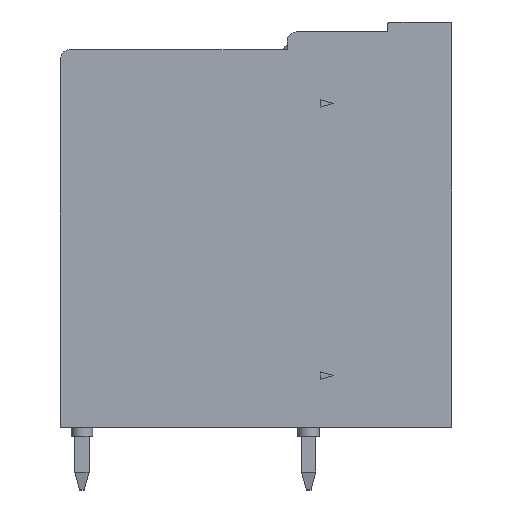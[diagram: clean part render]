
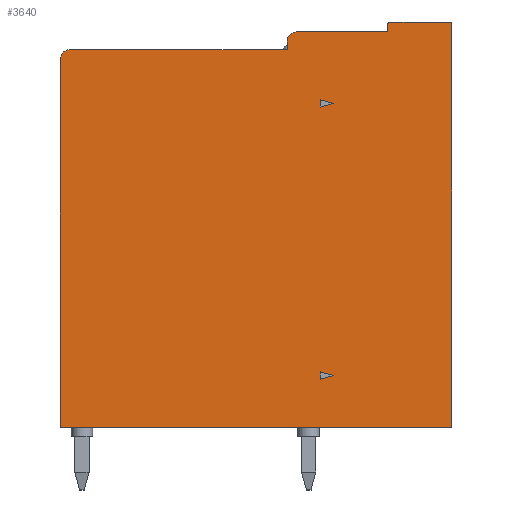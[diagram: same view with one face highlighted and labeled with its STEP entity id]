
A CAD part, top view. The second image highlights one B-rep face of the part: STEP entity #3640.
In plain terms, the highlighted planar face has unit normal (0, 0, 1).
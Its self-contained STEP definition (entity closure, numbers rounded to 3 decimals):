
#2050=CARTESIAN_POINT('',(12.7,0.,2.6));
#2060=DIRECTION('',(0.,0.,1.));
#2070=DIRECTION('',(1.,0.,0.));
#2080=AXIS2_PLACEMENT_3D('',#2050,#2060,#2070);
#2090=PLANE('',#2080);
#2100=CARTESIAN_POINT('',(-15.057,0.,2.6));
#2110=DIRECTION('',(0.,1.,0.));
#2120=VECTOR('',#2110,1.);
#2130=LINE('',#2100,#2120);
#2140=CARTESIAN_POINT('',(-15.057,73.345,2.6));
#2150=VERTEX_POINT('',#2140);
#2160=CARTESIAN_POINT('',(-15.057,73.705,2.6));
#2170=VERTEX_POINT('',#2160);
#2180=EDGE_CURVE('',#2150,#2170,#2130,.T.);
#2190=ORIENTED_EDGE('',*,*,#2180,.F.);
#2200=CARTESIAN_POINT('',(-14.857,73.705,2.6));
#2210=DIRECTION('',(0.,0.,1.));
#2220=DIRECTION('',(1.,0.,0.));
#2230=AXIS2_PLACEMENT_3D('',#2200,#2210,#2220);
#2240=CIRCLE('',#2230,0.2);
#2250=CARTESIAN_POINT('',(-14.857,73.905,2.6));
#2260=VERTEX_POINT('',#2250);
#2270=EDGE_CURVE('',#2260,#2170,#2240,.T.);
#2280=ORIENTED_EDGE('',*,*,#2270,.T.);
#2290=CARTESIAN_POINT('',(0.,73.905,2.6));
#2300=DIRECTION('',(1.,0.,0.));
#2310=VECTOR('',#2300,1.);
#2320=LINE('',#2290,#2310);
#2330=CARTESIAN_POINT('',(-11.557,73.905,2.6));
#2340=VERTEX_POINT('',#2330);
#2350=EDGE_CURVE('',#2260,#2340,#2320,.T.);
#2360=ORIENTED_EDGE('',*,*,#2350,.F.);
#2370=CARTESIAN_POINT('',(-11.557,73.805,2.6));
#2380=DIRECTION('',(0.,0.,1.));
#2390=DIRECTION('',(1.,0.,0.));
#2400=AXIS2_PLACEMENT_3D('',#2370,#2380,#2390);
#2410=CIRCLE('',#2400,0.1);
#2420=CARTESIAN_POINT('',(-11.457,73.805,2.6));
#2430=VERTEX_POINT('',#2420);
#2440=EDGE_CURVE('',#2430,#2340,#2410,.T.);
#2450=ORIENTED_EDGE('',*,*,#2440,.T.);
#2460=CARTESIAN_POINT('',(-11.457,0.,2.6));
#2470=DIRECTION('',(0.,-1.,0.));
#2480=VECTOR('',#2470,1.);
#2490=LINE('',#2460,#2480);
#2500=CARTESIAN_POINT('',(-11.457,51.205,2.6));
#2510=VERTEX_POINT('',#2500);
#2520=EDGE_CURVE('',#2430,#2510,#2490,.T.);
#2530=ORIENTED_EDGE('',*,*,#2520,.F.);
#2540=CARTESIAN_POINT('',(0.,51.205,2.6));
#2550=DIRECTION('',(-1.,0.,0.));
#2560=VECTOR('',#2550,1.);
#2570=LINE('',#2540,#2560);
#2580=CARTESIAN_POINT('',(-33.357,51.205,2.6));
#2590=VERTEX_POINT('',#2580);
#2600=EDGE_CURVE('',#2510,#2590,#2570,.T.);
#2610=ORIENTED_EDGE('',*,*,#2600,.F.);
#2620=CARTESIAN_POINT('',(-33.357,0.,2.6));
#2630=DIRECTION('',(0.,1.,0.));
#2640=VECTOR('',#2630,1.);
#2650=LINE('',#2620,#2640);
#2660=CARTESIAN_POINT('',(-33.357,71.845,2.6));
#2670=VERTEX_POINT('',#2660);
#2680=EDGE_CURVE('',#2590,#2670,#2650,.T.);
#2690=ORIENTED_EDGE('',*,*,#2680,.F.);
#2700=CARTESIAN_POINT('',(-32.857,71.845,2.6));
#2710=DIRECTION('',(0.,0.,1.));
#2720=DIRECTION('',(1.,0.,0.));
#2730=AXIS2_PLACEMENT_3D('',#2700,#2710,#2720);
#2740=CIRCLE('',#2730,0.5);
#2750=CARTESIAN_POINT('',(-32.857,72.345,2.6));
#2760=VERTEX_POINT('',#2750);
#2770=EDGE_CURVE('',#2760,#2670,#2740,.T.);
#2780=ORIENTED_EDGE('',*,*,#2770,.T.);
#2790=CARTESIAN_POINT('',(0.,72.345,2.6));
#2800=DIRECTION('',(1.,0.,0.));
#2810=VECTOR('',#2800,1.);
#2820=LINE('',#2790,#2810);
#2830=CARTESIAN_POINT('',(-20.657,72.345,2.6));
#2840=VERTEX_POINT('',#2830);
#2850=EDGE_CURVE('',#2760,#2840,#2820,.T.);
#2860=ORIENTED_EDGE('',*,*,#2850,.F.);
#2870=CARTESIAN_POINT('',(-20.657,0.,2.6));
#2880=DIRECTION('',(0.,1.,0.));
#2890=VECTOR('',#2880,1.);
#2900=LINE('',#2870,#2890);
#2910=CARTESIAN_POINT('',(-20.657,72.845,2.6));
#2920=VERTEX_POINT('',#2910);
#2930=EDGE_CURVE('',#2840,#2920,#2900,.T.);
#2940=ORIENTED_EDGE('',*,*,#2930,.F.);
#2950=CARTESIAN_POINT('',(-20.157,72.845,2.6));
#2960=DIRECTION('',(0.,0.,-1.));
#2970=DIRECTION('',(-1.,0.,0.));
#2980=AXIS2_PLACEMENT_3D('',#2950,#2960,#2970);
#2990=CIRCLE('',#2980,0.5);
#3000=CARTESIAN_POINT('',(-20.157,73.345,2.6));
#3010=VERTEX_POINT('',#3000);
#3020=EDGE_CURVE('',#2920,#3010,#2990,.T.);
#3030=ORIENTED_EDGE('',*,*,#3020,.F.);
#3040=CARTESIAN_POINT('',(0.,73.345,2.6));
#3050=DIRECTION('',(1.,0.,0.));
#3060=VECTOR('',#3050,1.);
#3070=LINE('',#3040,#3060);
#3080=EDGE_CURVE('',#3010,#2150,#3070,.T.);
#3090=ORIENTED_EDGE('',*,*,#3080,.F.);
#3100=EDGE_LOOP('',(#3090,#3030,#2940,#2860,#2780,#2690,#2610,#2530,
#2450,#2360,#2280,#2190));
#3110=FACE_OUTER_BOUND('',#3100,.T.);
#3120=CARTESIAN_POINT('',(0.,74.184,2.6));
#3130=DIRECTION('',(-0.966,-0.259,0.));
#3140=VECTOR('',#3130,1.);
#3150=LINE('',#3120,#3140);
#3160=CARTESIAN_POINT('',(-18.057,69.345,2.6));
#3170=VERTEX_POINT('',#3160);
#3180=CARTESIAN_POINT('',(-18.807,69.144,2.6));
#3190=VERTEX_POINT('',#3180);
#3200=EDGE_CURVE('',#3170,#3190,#3150,.T.);
#3210=ORIENTED_EDGE('',*,*,#3200,.T.);
#3220=CARTESIAN_POINT('',(0.,64.507,2.6));
#3230=DIRECTION('',(0.966,-0.259,0.));
#3240=VECTOR('',#3230,1.);
#3250=LINE('',#3220,#3240);
#3260=CARTESIAN_POINT('',(-18.807,69.546,2.6));
#3270=VERTEX_POINT('',#3260);
#3280=EDGE_CURVE('',#3270,#3170,#3250,.T.);
#3290=ORIENTED_EDGE('',*,*,#3280,.T.);
#3300=CARTESIAN_POINT('',(-18.807,0.,2.6));
#3310=DIRECTION('',(0.,1.,0.));
#3320=VECTOR('',#3310,1.);
#3330=LINE('',#3300,#3320);
#3340=EDGE_CURVE('',#3190,#3270,#3330,.T.);
#3350=ORIENTED_EDGE('',*,*,#3340,.T.);
#3360=EDGE_LOOP('',(#3350,#3290,#3210));
#3370=FACE_BOUND('',#3360,.T.);
#3380=CARTESIAN_POINT('',(0.,49.267,2.6));
#3390=DIRECTION('',(0.966,-0.259,0.));
#3400=VECTOR('',#3390,1.);
#3410=LINE('',#3380,#3400);
#3420=CARTESIAN_POINT('',(-18.807,54.306,2.6));
#3430=VERTEX_POINT('',#3420);
#3440=CARTESIAN_POINT('',(-18.057,54.105,2.6));
#3450=VERTEX_POINT('',#3440);
#3460=EDGE_CURVE('',#3430,#3450,#3410,.T.);
#3470=ORIENTED_EDGE('',*,*,#3460,.T.);
#3480=CARTESIAN_POINT('',(-18.807,0.,2.6));
#3490=DIRECTION('',(0.,1.,0.));
#3500=VECTOR('',#3490,1.);
#3510=LINE('',#3480,#3500);
#3520=CARTESIAN_POINT('',(-18.807,53.904,2.6));
#3530=VERTEX_POINT('',#3520);
#3540=EDGE_CURVE('',#3530,#3430,#3510,.T.);
#3550=ORIENTED_EDGE('',*,*,#3540,.T.);
#3560=CARTESIAN_POINT('',(0.,58.944,2.6));
#3570=DIRECTION('',(-0.966,-0.259,0.));
#3580=VECTOR('',#3570,1.);
#3590=LINE('',#3560,#3580);
#3600=EDGE_CURVE('',#3450,#3530,#3590,.T.);
#3610=ORIENTED_EDGE('',*,*,#3600,.T.);
#3620=EDGE_LOOP('',(#3610,#3550,#3470));
#3630=FACE_BOUND('',#3620,.T.);
#3640=ADVANCED_FACE('',(#3110,#3370,#3630),#2090,.T.);
